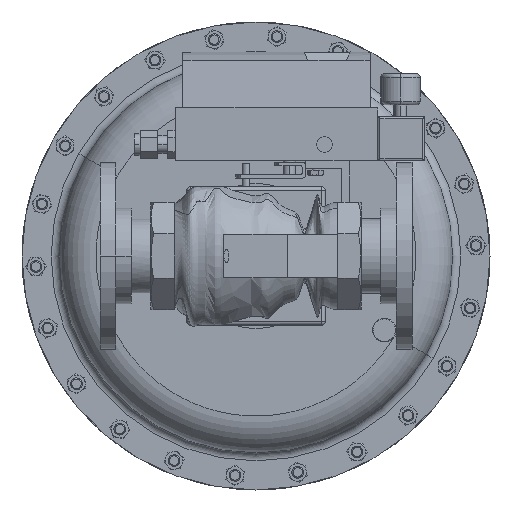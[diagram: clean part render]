
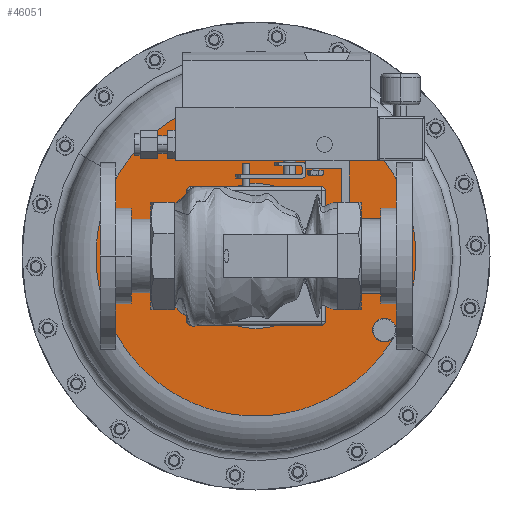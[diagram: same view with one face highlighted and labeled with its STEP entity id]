
A CAD part, front view. The second image highlights one B-rep face of the part: STEP entity #46051.
In plain terms, the highlighted planar face has unit normal (0, -1, 0).
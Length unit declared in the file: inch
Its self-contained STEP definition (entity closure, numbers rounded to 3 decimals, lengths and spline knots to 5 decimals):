
#581 = CIRCLE ( 'NONE', #42256, 5.125 ) ;
#1306 = DIRECTION ( 'NONE',  ( 0.866, 0., -0.5 ) ) ;
#1438 = CARTESIAN_POINT ( 'NONE',  ( 4.11362, 8.92, -2.375 ) ) ;
#1991 = CARTESIAN_POINT ( 'NONE',  ( 4.43838, 8.92, -2.5625 ) ) ;
#2929 = CARTESIAN_POINT ( 'NONE',  ( 0., 8.92, 0. ) ) ;
#4471 = DIRECTION ( 'NONE',  ( 0.866, 0., -0.5 ) ) ;
#4956 = DIRECTION ( 'NONE',  ( 0., 1., 0. ) ) ;
#6248 = DIRECTION ( 'NONE',  ( 0.866, 0., -0.5 ) ) ;
#7754 = DIRECTION ( 'NONE',  ( 0., 0., -1. ) ) ;
#8196 = CIRCLE ( 'NONE', #48252, 0.375 ) ;
#11206 = CARTESIAN_POINT ( 'NONE',  ( 0., 8.92, -2.325 ) ) ;
#13761 = FACE_BOUND ( 'NONE', #21439, .T. ) ;
#14282 = ORIENTED_EDGE ( 'NONE', *, *, #30183, .F. ) ;
#14935 = DIRECTION ( 'NONE',  ( 0., -1., 0. ) ) ;
#16374 = CIRCLE ( 'NONE', #49260, 0.375 ) ;
#18656 = CIRCLE ( 'NONE', #61046, 5.125 ) ;
#20188 = EDGE_CURVE ( 'NONE', #37191, #56973, #8196, .T. ) ;
#21439 = EDGE_LOOP ( 'NONE', ( #53844, #41837 ) ) ;
#22853 = CARTESIAN_POINT ( 'NONE',  ( 3.78886, 8.92, -2.1875 ) ) ;
#23824 = DIRECTION ( 'NONE',  ( 0., -1., 0. ) ) ;
#26503 = FACE_OUTER_BOUND ( 'NONE', #33702, .T. ) ;
#27576 = CIRCLE ( 'NONE', #52619, 2.325 ) ;
#29385 = CIRCLE ( 'NONE', #32406, 2.325 ) ;
#29940 = DIRECTION ( 'NONE',  ( 0., 1., 0. ) ) ;
#30183 = EDGE_CURVE ( 'NONE', #42689, #56973, #18656, .T. ) ;
#32406 = AXIS2_PLACEMENT_3D ( 'NONE', #2929, #36390, #7754 ) ;
#32836 = EDGE_CURVE ( 'NONE', #35679, #48750, #27576, .T. ) ;
#33102 = DIRECTION ( 'NONE',  ( 0., 1., 0. ) ) ;
#33596 = CARTESIAN_POINT ( 'NONE',  ( 4.11362, 8.92, -2.375 ) ) ;
#33702 = EDGE_LOOP ( 'NONE', ( #45754, #37340, #52882, #14282 ) ) ;
#34887 = DIRECTION ( 'NONE',  ( 0., 1., 0. ) ) ;
#35679 = VERTEX_POINT ( 'NONE', #11206 ) ;
#36390 = DIRECTION ( 'NONE',  ( 0., -1., 0. ) ) ;
#37191 = VERTEX_POINT ( 'NONE', #22853 ) ;
#37340 = ORIENTED_EDGE ( 'NONE', *, *, #58106, .T. ) ;
#38432 = DIRECTION ( 'NONE',  ( 0.866, 0., -0.5 ) ) ;
#40425 = AXIS2_PLACEMENT_3D ( 'NONE', #53105, #14935, #48504 ) ;
#41837 = ORIENTED_EDGE ( 'NONE', *, *, #47474, .F. ) ;
#42256 = AXIS2_PLACEMENT_3D ( 'NONE', #58764, #29940, #1306 ) ;
#42689 = VERTEX_POINT ( 'NONE', #53873 ) ;
#43678 = PLANE ( 'NONE',  #40425 ) ;
#45754 = ORIENTED_EDGE ( 'NONE', *, *, #58987, .F. ) ;
#46051 = ADVANCED_FACE ( 'NONE', ( #13761, #26503 ), #43678, .T. ) ;
#47474 = EDGE_CURVE ( 'NONE', #48750, #35679, #29385, .T. ) ;
#48240 = CARTESIAN_POINT ( 'NONE',  ( 0., 8.92, 2.325 ) ) ;
#48252 = AXIS2_PLACEMENT_3D ( 'NONE', #33596, #4956, #38432 ) ;
#48504 = DIRECTION ( 'NONE',  ( -0.866, 0., 0.5 ) ) ;
#48750 = VERTEX_POINT ( 'NONE', #48240 ) ;
#49260 = AXIS2_PLACEMENT_3D ( 'NONE', #1438, #34887, #6248 ) ;
#52553 = CARTESIAN_POINT ( 'NONE',  ( 0., 8.92, 0. ) ) ;
#52619 = AXIS2_PLACEMENT_3D ( 'NONE', #52553, #23824, #57393 ) ;
#52882 = ORIENTED_EDGE ( 'NONE', *, *, #20188, .T. ) ;
#53105 = CARTESIAN_POINT ( 'NONE',  ( -2.5625, 8.92, -4.43838 ) ) ;
#53844 = ORIENTED_EDGE ( 'NONE', *, *, #32836, .F. ) ;
#53873 = CARTESIAN_POINT ( 'NONE',  ( -4.43838, 8.92, 2.5625 ) ) ;
#56973 = VERTEX_POINT ( 'NONE', #1991 ) ;
#57393 = DIRECTION ( 'NONE',  ( 0., 0., -1. ) ) ;
#58106 = EDGE_CURVE ( 'NONE', #56973, #37191, #16374, .T. ) ;
#58764 = CARTESIAN_POINT ( 'NONE',  ( 0., 8.92, 0. ) ) ;
#58987 = EDGE_CURVE ( 'NONE', #56973, #42689, #581, .T. ) ;
#61046 = AXIS2_PLACEMENT_3D ( 'NONE', #61913, #33102, #4471 ) ;
#61913 = CARTESIAN_POINT ( 'NONE',  ( 0., 8.92, 0. ) ) ;
